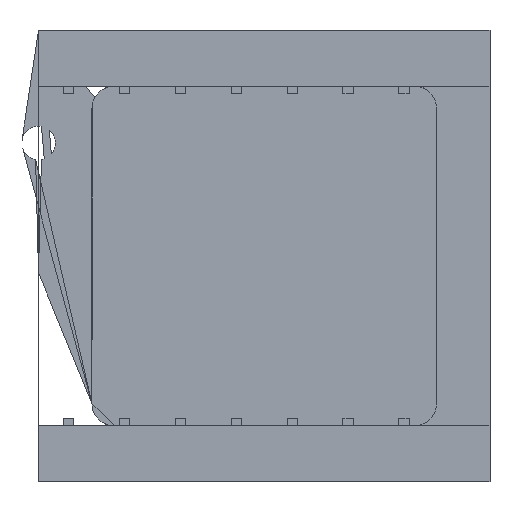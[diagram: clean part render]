
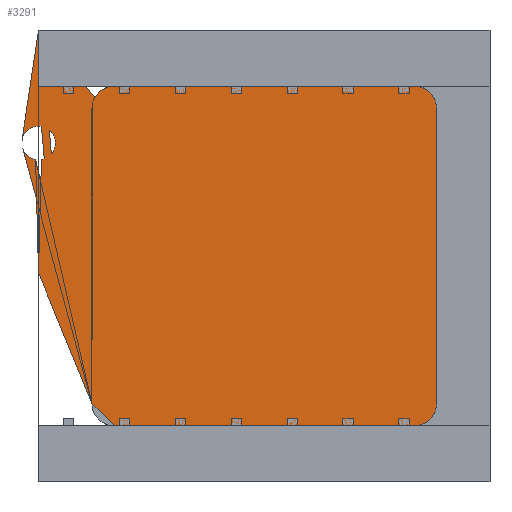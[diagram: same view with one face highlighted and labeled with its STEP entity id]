
A CAD part, top view. The second image highlights one B-rep face of the part: STEP entity #3291.
In plain terms, the highlighted planar face has unit normal (0, 0, -1).
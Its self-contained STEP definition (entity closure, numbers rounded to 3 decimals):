
#2868 = CARTESIAN_POINT ( 'NONE',  ( -10.1, 10.1, 0. ) ) ;
#2869 = VERTEX_POINT ( 'NONE', #2868 ) ;
#2870 = CARTESIAN_POINT ( 'NONE',  ( -10.1, 0.75, 0. ) ) ;
#2871 = VERTEX_POINT ( 'NONE', #2870 ) ;
#2872 = CARTESIAN_POINT ( 'NONE',  ( -10.1, -10.1, 0. ) ) ;
#2873 = DIRECTION ( 'NONE',  ( 0., -1., 0. ) ) ;
#2874 = VECTOR ( 'NONE', #2873, 1000. ) ;
#2875 = LINE ( 'NONE', #2872, #2874 ) ;
#2876 = EDGE_CURVE ( 'NONE', #2869, #2871, #2875, .T. ) ;
#3048 = CARTESIAN_POINT ( 'NONE',  ( 10.1, -10.1, 0. ) ) ;
#3049 = VERTEX_POINT ( 'NONE', #3048 ) ;
#3050 = CARTESIAN_POINT ( 'NONE',  ( 10.1, 10.1, 0. ) ) ;
#3051 = VERTEX_POINT ( 'NONE', #3050 ) ;
#3052 = CARTESIAN_POINT ( 'NONE',  ( 10.1, -10.1, 0. ) ) ;
#3053 = DIRECTION ( 'NONE',  ( 0., 1., 0. ) ) ;
#3054 = VECTOR ( 'NONE', #3053, 1000. ) ;
#3055 = LINE ( 'NONE', #3052, #3054 ) ;
#3056 = EDGE_CURVE ( 'NONE', #3049, #3051, #3055, .T. ) ;
#3111 = CARTESIAN_POINT ( 'NONE',  ( -10.1, 10.1, 0. ) ) ;
#3112 = DIRECTION ( 'NONE',  ( -1., 0., 0. ) ) ;
#3113 = VECTOR ( 'NONE', #3112, 1000. ) ;
#3114 = LINE ( 'NONE', #3111, #3113 ) ;
#3115 = EDGE_CURVE ( 'NONE', #3051, #2869, #3114, .T. ) ;
#3134 = CARTESIAN_POINT ( 'NONE',  ( -10.1, -0.75, 0. ) ) ;
#3135 = VERTEX_POINT ( 'NONE', #3134 ) ;
#3142 = CARTESIAN_POINT ( 'NONE',  ( -10.1, -10.1, 0. ) ) ;
#3143 = VERTEX_POINT ( 'NONE', #3142 ) ;
#3144 = CARTESIAN_POINT ( 'NONE',  ( -10.1, -10.1, 0. ) ) ;
#3145 = DIRECTION ( 'NONE',  ( 0., -1., 0. ) ) ;
#3146 = VECTOR ( 'NONE', #3145, 1000. ) ;
#3147 = LINE ( 'NONE', #3144, #3146 ) ;
#3148 = EDGE_CURVE ( 'NONE', #3135, #3143, #3147, .T. ) ;
#3180 = CARTESIAN_POINT ( 'NONE',  ( -10.1, -10.1, 0. ) ) ;
#3181 = DIRECTION ( 'NONE',  ( 1., 0., 0. ) ) ;
#3182 = VECTOR ( 'NONE', #3181, 1000. ) ;
#3183 = LINE ( 'NONE', #3180, #3182 ) ;
#3184 = EDGE_CURVE ( 'NONE', #3143, #3049, #3183, .T. ) ;
#3202 = CARTESIAN_POINT ( 'NONE',  ( -10.1, 5.06, 0. ) ) ;
#3203 = DIRECTION ( 'NONE',  ( 0., 0., 1. ) ) ;
#3204 = DIRECTION ( 'NONE',  ( 0., -1., 0. ) ) ;
#3205 = AXIS2_PLACEMENT_3D ( 'NONE', #3202, #3203, #3204 ) ;
#3206 = CIRCLE ( 'NONE', #3205, 0.75) ;
#3207 = EDGE_CURVE ( 'NONE', #3135, #2871, #3206, .T. ) ;
#3208 = ORIENTED_EDGE ( 'NONE', *, *, #3207, .T. ) ;
#3209 = ORIENTED_EDGE ( 'NONE', *, *, #2876, .F. ) ;
#3210 = ORIENTED_EDGE ( 'NONE', *, *, #3115, .F. ) ;
#3211 = ORIENTED_EDGE ( 'NONE', *, *, #3056, .F. ) ;
#3212 = ORIENTED_EDGE ( 'NONE', *, *, #3184, .F. ) ;
#3213 = ORIENTED_EDGE ( 'NONE', *, *, #3148, .F. ) ;
#3214 = EDGE_LOOP ( 'NONE', ( #3208, #3209, #3210, #3211, #3212, #3213 ) ) ;
#3215 = FACE_OUTER_BOUND ( 'NONE', #3214, .T. ) ;
#3216 = CARTESIAN_POINT ( 'NONE',  ( 6.71, 7.6, 0. ) ) ;
#3217 = VERTEX_POINT ( 'NONE', #3216 ) ;
#3218 = CARTESIAN_POINT ( 'NONE',  ( -6.71, 7.6, 0. ) ) ;
#3219 = VERTEX_POINT ( 'NONE', #3218 ) ;
#3220 = CARTESIAN_POINT ( 'NONE',  ( 7.71, 7.6, 0. ) ) ;
#3221 = DIRECTION ( 'NONE',  ( -1., 0., 0. ) ) ;
#3222 = VECTOR ( 'NONE', #3221, 1000. ) ;
#3223 = LINE ( 'NONE', #3220, #3222 ) ;
#3224 = EDGE_CURVE ( 'NONE', #3217, #3219, #3223, .T. ) ;
#3225 = ORIENTED_EDGE ( 'NONE', *, *, #3224, .T. ) ;
#3226 = CARTESIAN_POINT ( 'NONE',  ( -7.71, 6.6, 0. ) ) ;
#3227 = VERTEX_POINT ( 'NONE', #3226 ) ;
#3228 = CARTESIAN_POINT ( 'NONE',  ( -6.71, 6.6, 0. ) ) ;
#3229 = DIRECTION ( 'NONE',  ( 0., 0., 1. ) ) ;
#3230 = DIRECTION ( 'NONE',  ( 0., 1., 0. ) ) ;
#3231 = AXIS2_PLACEMENT_3D ( 'NONE', #3228, #3229, #3230 ) ;
#3232 = CIRCLE ( 'NONE', #3231, 1.0) ;
#3233 = EDGE_CURVE ( 'NONE', #3219, #3227, #3232, .T. ) ;
#3234 = ORIENTED_EDGE ( 'NONE', *, *, #3233, .T. ) ;
#3235 = CARTESIAN_POINT ( 'NONE',  ( -7.71, -6.6, 0. ) ) ;
#3236 = VERTEX_POINT ( 'NONE', #3235 ) ;
#3237 = CARTESIAN_POINT ( 'NONE',  ( -7.71, -7.6, 0. ) ) ;
#3238 = DIRECTION ( 'NONE',  ( 0., -1., 0. ) ) ;
#3239 = VECTOR ( 'NONE', #3238, 1000. ) ;
#3240 = LINE ( 'NONE', #3237, #3239 ) ;
#3241 = EDGE_CURVE ( 'NONE', #3227, #3236, #3240, .T. ) ;
#3242 = ORIENTED_EDGE ( 'NONE', *, *, #3241, .T. ) ;
#3243 = CARTESIAN_POINT ( 'NONE',  ( -6.71, -7.6, 0. ) ) ;
#3244 = VERTEX_POINT ( 'NONE', #3243 ) ;
#3245 = CARTESIAN_POINT ( 'NONE',  ( -6.71, -6.6, 0. ) ) ;
#3246 = DIRECTION ( 'NONE',  ( 0., 0., 1. ) ) ;
#3247 = DIRECTION ( 'NONE',  ( 0., 1., 0. ) ) ;
#3248 = AXIS2_PLACEMENT_3D ( 'NONE', #3245, #3246, #3247 ) ;
#3249 = CIRCLE ( 'NONE', #3248, 1.0) ;
#3250 = EDGE_CURVE ( 'NONE', #3236, #3244, #3249, .T. ) ;
#3251 = ORIENTED_EDGE ( 'NONE', *, *, #3250, .T. ) ;
#3252 = CARTESIAN_POINT ( 'NONE',  ( 6.71, -7.6, 0. ) ) ;
#3253 = VERTEX_POINT ( 'NONE', #3252 ) ;
#3254 = CARTESIAN_POINT ( 'NONE',  ( 7.71, -7.6, 0. ) ) ;
#3255 = DIRECTION ( 'NONE',  ( 1., 0., 0. ) ) ;
#3256 = VECTOR ( 'NONE', #3255, 1000. ) ;
#3257 = LINE ( 'NONE', #3254, #3256 ) ;
#3258 = EDGE_CURVE ( 'NONE', #3244, #3253, #3257, .T. ) ;
#3259 = ORIENTED_EDGE ( 'NONE', *, *, #3258, .T. ) ;
#3260 = CARTESIAN_POINT ( 'NONE',  ( 7.71, -6.6, 0. ) ) ;
#3261 = VERTEX_POINT ( 'NONE', #3260 ) ;
#3262 = CARTESIAN_POINT ( 'NONE',  ( 6.71, -6.6, 0. ) ) ;
#3263 = DIRECTION ( 'NONE',  ( 0., 0., 1. ) ) ;
#3264 = DIRECTION ( 'NONE',  ( 0., 1., 0. ) ) ;
#3265 = AXIS2_PLACEMENT_3D ( 'NONE', #3262, #3263, #3264 ) ;
#3266 = CIRCLE ( 'NONE', #3265, 1.0) ;
#3267 = EDGE_CURVE ( 'NONE', #3253, #3261, #3266, .T. ) ;
#3268 = ORIENTED_EDGE ( 'NONE', *, *, #3267, .T. ) ;
#3269 = CARTESIAN_POINT ( 'NONE',  ( 7.71, 6.6, 0. ) ) ;
#3270 = VERTEX_POINT ( 'NONE', #3269 ) ;
#3271 = CARTESIAN_POINT ( 'NONE',  ( 7.71, -7.6, 0. ) ) ;
#3272 = DIRECTION ( 'NONE',  ( 0., 1., 0. ) ) ;
#3273 = VECTOR ( 'NONE', #3272, 1000. ) ;
#3274 = LINE ( 'NONE', #3271, #3273 ) ;
#3275 = EDGE_CURVE ( 'NONE', #3261, #3270, #3274, .T. ) ;
#3276 = ORIENTED_EDGE ( 'NONE', *, *, #3275, .T. ) ;
#3277 = CARTESIAN_POINT ( 'NONE',  ( 6.71, 6.6, 0. ) ) ;
#3278 = DIRECTION ( 'NONE',  ( 0., 0., 1. ) ) ;
#3279 = DIRECTION ( 'NONE',  ( 0., 1., 0. ) ) ;
#3280 = AXIS2_PLACEMENT_3D ( 'NONE', #3277, #3278, #3279 ) ;
#3281 = CIRCLE ( 'NONE', #3280, 1.0) ;
#3282 = EDGE_CURVE ( 'NONE', #3270, #3217, #3281, .T. ) ;
#3283 = ORIENTED_EDGE ( 'NONE', *, *, #3282, .T. ) ;
#3284 = EDGE_LOOP ( 'NONE', ( #3225, #3234, #3242, #3251, #3259, #3268, #3276, #3283 ) ) ;
#3285 = FACE_BOUND ( 'NONE', #3284, .T. ) ;
#3286 = CARTESIAN_POINT ( 'NONE',  ( 0., 0., 0. ) ) ;
#3287 = DIRECTION ( 'NONE',  ( 0., 0., -1. ) ) ;
#3288 = DIRECTION ( 'NONE',  ( 0., 1., 0. ) ) ;
#3289 = AXIS2_PLACEMENT_3D ( 'NONE', #3286, #3287, #3288 ) ;
#3290 = PLANE ( 'NONE', #3289 ) ;
#3291 = ADVANCED_FACE ( 'NONE', ( #3215, #3285 ), #3290, .T. ) ;
